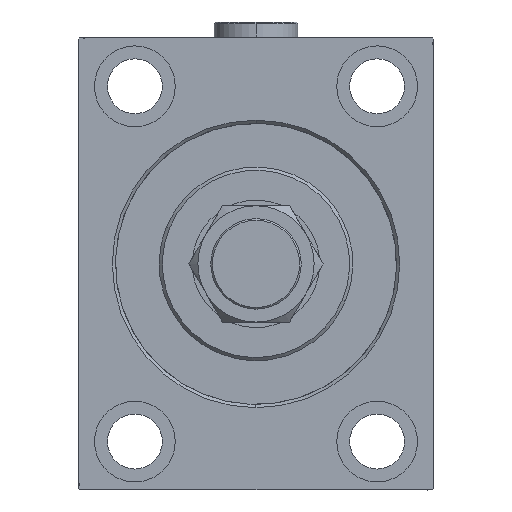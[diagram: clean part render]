
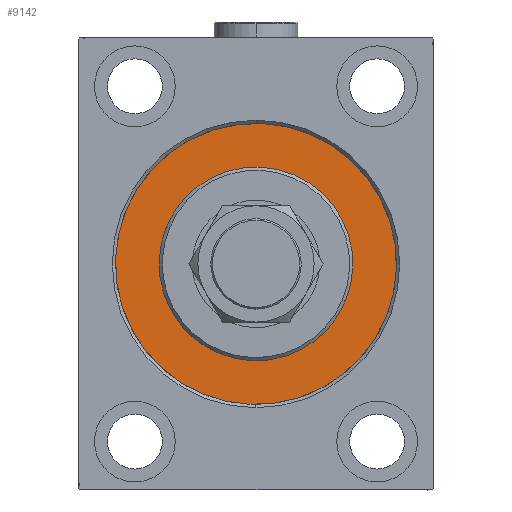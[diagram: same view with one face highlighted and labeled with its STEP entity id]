
A CAD part, left-side view. The second image highlights one B-rep face of the part: STEP entity #9142.
In plain terms, the highlighted face is planar.
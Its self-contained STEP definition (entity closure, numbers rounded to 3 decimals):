
#993 = AXIS2_PLACEMENT_3D ( 'NONE', #45704, #16672, #5508 ) ;
#1208 = CARTESIAN_POINT ( 'NONE',  ( 0., 0., -30. ) ) ;
#2242 = FACE_OUTER_BOUND ( 'NONE', #10023, .T. ) ;
#2830 = CIRCLE ( 'NONE', #5879, 43.5 ) ;
#5161 = ORIENTED_EDGE ( 'NONE', *, *, #24665, .F. ) ;
#5215 = CIRCLE ( 'NONE', #24199, 43.5 ) ;
#5508 = DIRECTION ( 'NONE',  ( 0., 0., -1. ) ) ;
#5857 = EDGE_CURVE ( 'NONE', #37804, #40286, #5215, .T. ) ;
#5879 = AXIS2_PLACEMENT_3D ( 'NONE', #21554, #32285, #46779 ) ;
#6312 = EDGE_CURVE ( 'NONE', #40286, #37804, #2830, .T. ) ;
#8091 = DIRECTION ( 'NONE',  ( -1., 0., 0. ) ) ;
#8195 = VERTEX_POINT ( 'NONE', #32820 ) ;
#8785 = CARTESIAN_POINT ( 'NONE',  ( 0., 0., 0. ) ) ;
#9142 = ADVANCED_FACE ( 'NONE', ( #31035, #2242 ), #38406, .F. ) ;
#10023 = EDGE_LOOP ( 'NONE', ( #14331, #12568 ) ) ;
#10924 = CIRCLE ( 'NONE', #14729, 30. ) ;
#12568 = ORIENTED_EDGE ( 'NONE', *, *, #5857, .F. ) ;
#14331 = ORIENTED_EDGE ( 'NONE', *, *, #6312, .F. ) ;
#14682 = ORIENTED_EDGE ( 'NONE', *, *, #30273, .F. ) ;
#14729 = AXIS2_PLACEMENT_3D ( 'NONE', #45354, #34186, #45116 ) ;
#16364 = VERTEX_POINT ( 'NONE', #1208 ) ;
#16672 = DIRECTION ( 'NONE',  ( 1., 0., 0. ) ) ;
#20313 = DIRECTION ( 'NONE',  ( 0., 0., 1. ) ) ;
#21450 = EDGE_LOOP ( 'NONE', ( #14682, #5161 ) ) ;
#21554 = CARTESIAN_POINT ( 'NONE',  ( 0., 0., 0. ) ) ;
#21880 = AXIS2_PLACEMENT_3D ( 'NONE', #27460, #41966, #20313 ) ;
#23075 = DIRECTION ( 'NONE',  ( 0., 0., 1. ) ) ;
#24199 = AXIS2_PLACEMENT_3D ( 'NONE', #8785, #8091, #23075 ) ;
#24665 = EDGE_CURVE ( 'NONE', #16364, #8195, #46607, .T. ) ;
#27460 = CARTESIAN_POINT ( 'NONE',  ( 0., 0., 0. ) ) ;
#28336 = CARTESIAN_POINT ( 'NONE',  ( 0., 0., -43.5 ) ) ;
#30273 = EDGE_CURVE ( 'NONE', #8195, #16364, #10924, .T. ) ;
#31035 = FACE_BOUND ( 'NONE', #21450, .T. ) ;
#32285 = DIRECTION ( 'NONE',  ( -1., 0., 0. ) ) ;
#32820 = CARTESIAN_POINT ( 'NONE',  ( 0., 0., 30. ) ) ;
#34186 = DIRECTION ( 'NONE',  ( 1., 0., 0. ) ) ;
#37804 = VERTEX_POINT ( 'NONE', #41398 ) ;
#38406 = PLANE ( 'NONE',  #21880 ) ;
#40286 = VERTEX_POINT ( 'NONE', #28336 ) ;
#41398 = CARTESIAN_POINT ( 'NONE',  ( 0., 0., 43.5 ) ) ;
#41966 = DIRECTION ( 'NONE',  ( -1., 0., 0. ) ) ;
#45116 = DIRECTION ( 'NONE',  ( 0., 0., -1. ) ) ;
#45354 = CARTESIAN_POINT ( 'NONE',  ( 0., 0., 0. ) ) ;
#45704 = CARTESIAN_POINT ( 'NONE',  ( 0., 0., 0. ) ) ;
#46607 = CIRCLE ( 'NONE', #993, 30. ) ;
#46779 = DIRECTION ( 'NONE',  ( 0., 0., 1. ) ) ;
